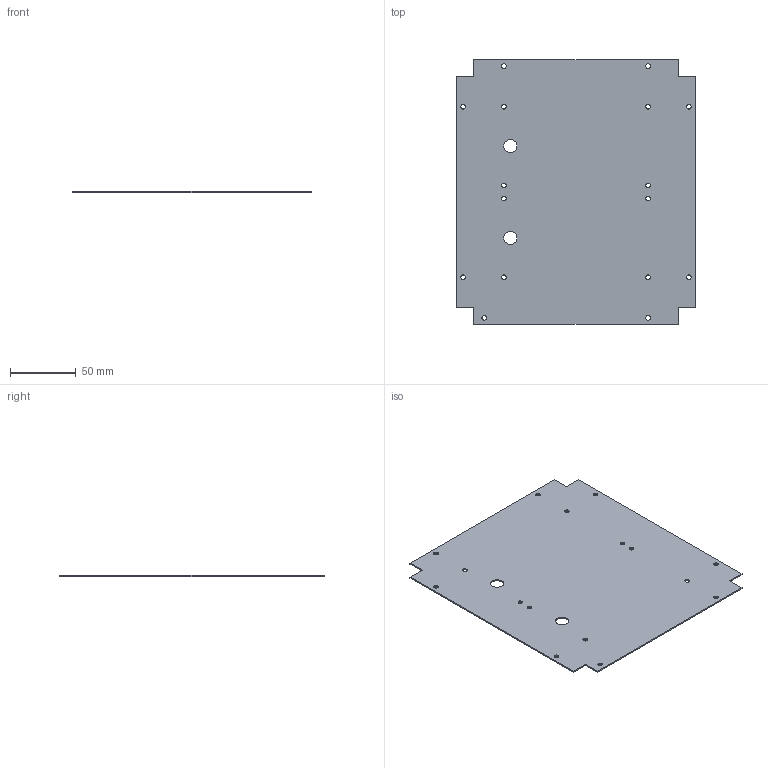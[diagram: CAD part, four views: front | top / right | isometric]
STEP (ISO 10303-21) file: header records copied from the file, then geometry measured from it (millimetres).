
FILE_DESCRIPTION(/* description */ (''),/* implementation_level */ '2;1');
FILE_NAME(/* name */ 'Hot Plate Mounting Plate.step',/* time_stamp */ '2023-03-09T00:23:41-07:00',/* author */ (''),/* organization */ (''),/* preprocessor_version */ 'ST-DEVELOPER v19.2',/* originating_system */ 'Autodesk Translation Framework v11.17.0.187',/* authorisation */ '');
FILE_SCHEMA (('AUTOMOTIVE_DESIGN { 1 0 10303 214 3 1 1 }'));
Length unit declared in the file: millimetre
Products named in the file (2): Hot Plate Mounting Plate; Hot Plate Mounting Plate_1
Assembly tree (1 placements, depth 2):
  Hot Plate Mounting Plate
    Hot Plate Mounting Plate_1
Bounding box: 182 x 202 x 1 mm (x, y, z)
Volume: 35777 mm3; surface area: 72560.7 mm2
Topology: 1 solids, 1 shells, 32 faces, 90 edges, 60 vertices
Faces by surface type: cylinder 18, plane 14
Full cylindrical faces by diameter (mm): 3.5 x16, 10 x2
Entity records: 1175 total; most frequent: DIRECTION 196, CARTESIAN_POINT 185, ORIENTED_EDGE 180, EDGE_CURVE 90, AXIS2_PLACEMENT_3D 71, EDGE_LOOP 68, VERTEX_POINT 60, LINE 54
